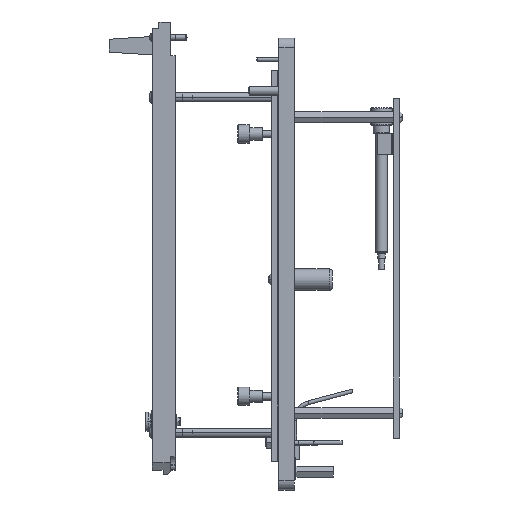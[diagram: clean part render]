
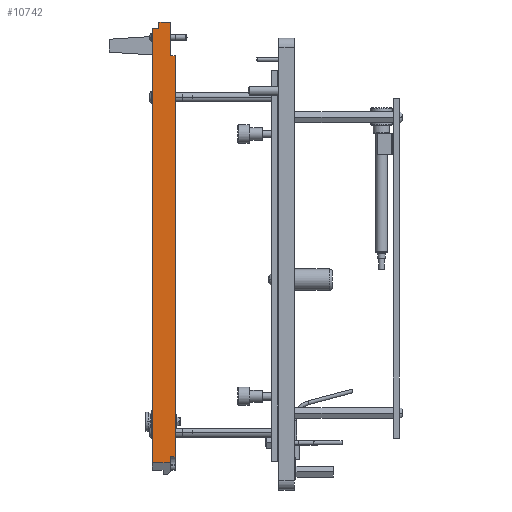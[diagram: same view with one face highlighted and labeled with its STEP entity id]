
A CAD part, left-side view. The second image highlights one B-rep face of the part: STEP entity #10742.
In plain terms, the highlighted face is planar.
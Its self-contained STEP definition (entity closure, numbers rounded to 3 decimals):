
#198 = LINE ( 'NONE', #584, #28847 ) ;
#584 = CARTESIAN_POINT ( 'NONE',  ( 175., -7.5, -126.55 ) ) ;
#995 = EDGE_CURVE ( 'NONE', #24771, #45992, #48089, .T. ) ;
#1509 = CARTESIAN_POINT ( 'NONE',  ( 175., 3.2, -148.55 ) ) ;
#2111 = CARTESIAN_POINT ( 'NONE',  ( 175., -7.5, 66.55 ) ) ;
#2410 = EDGE_CURVE ( 'NONE', #59541, #36280, #57191, .T. ) ;
#3029 = ORIENTED_EDGE ( 'NONE', *, *, #61800, .T. ) ;
#3081 = LINE ( 'NONE', #37320, #22116 ) ;
#3368 = VECTOR ( 'NONE', #51729, 1000. ) ;
#3516 = DIRECTION ( 'NONE',  ( 0., 0., 1. ) ) ;
#3646 = VERTEX_POINT ( 'NONE', #40790 ) ;
#4509 = DIRECTION ( 'NONE',  ( -1., 0., 0. ) ) ;
#5841 = ORIENTED_EDGE ( 'NONE', *, *, #6673, .F. ) ;
#6226 = CARTESIAN_POINT ( 'NONE',  ( 175., 7.5, -144.55 ) ) ;
#6629 = CARTESIAN_POINT ( 'NONE',  ( 175., -7.5, -148.55 ) ) ;
#6673 = EDGE_CURVE ( 'NONE', #10259, #8470, #3081, .T. ) ;
#7870 = VECTOR ( 'NONE', #67741, 1000. ) ;
#8470 = VERTEX_POINT ( 'NONE', #70358 ) ;
#9511 = VECTOR ( 'NONE', #21043, 1000. ) ;
#10259 = VERTEX_POINT ( 'NONE', #49949 ) ;
#10742 = ADVANCED_FACE ( 'NONE', ( #56474 ), #21204, .F. ) ;
#12740 = CARTESIAN_POINT ( 'NONE',  ( 175., 14.909, 136.55 ) ) ;
#12868 = EDGE_CURVE ( 'NONE', #24771, #41603, #27272, .T. ) ;
#14301 = VECTOR ( 'NONE', #54794, 1000. ) ;
#15733 = ORIENTED_EDGE ( 'NONE', *, *, #53607, .T. ) ;
#16984 = ORIENTED_EDGE ( 'NONE', *, *, #62124, .T. ) ;
#18648 = ORIENTED_EDGE ( 'NONE', *, *, #2410, .T. ) ;
#18714 = ORIENTED_EDGE ( 'NONE', *, *, #995, .F. ) ;
#19663 = EDGE_CURVE ( 'NONE', #48307, #38105, #33019, .T. ) ;
#20718 = CARTESIAN_POINT ( 'NONE',  ( 175., 7.5, -144.55 ) ) ;
#20893 = DIRECTION ( 'NONE',  ( 0., 0., 1. ) ) ;
#21043 = DIRECTION ( 'NONE',  ( 0., 0., -1. ) ) ;
#21204 = PLANE ( 'NONE',  #44261 ) ;
#22116 = VECTOR ( 'NONE', #3516, 1000. ) ;
#23585 = VECTOR ( 'NONE', #32084, 1000. ) ;
#24255 = LINE ( 'NONE', #31450, #9511 ) ;
#24771 = VERTEX_POINT ( 'NONE', #27007 ) ;
#25038 = EDGE_CURVE ( 'NONE', #38105, #36280, #31075, .T. ) ;
#25816 = VECTOR ( 'NONE', #31286, 1000. ) ;
#27007 = CARTESIAN_POINT ( 'NONE',  ( 175., -7.4, 66.55 ) ) ;
#27272 = LINE ( 'NONE', #27620, #14301 ) ;
#27620 = CARTESIAN_POINT ( 'NONE',  ( 175., -7.4, 66.55 ) ) ;
#28847 = VECTOR ( 'NONE', #45290, 1000. ) ;
#29979 = VECTOR ( 'NONE', #45415, 1000. ) ;
#31075 = LINE ( 'NONE', #1509, #3368 ) ;
#31286 = DIRECTION ( 'NONE',  ( 0., -1., 0. ) ) ;
#31450 = CARTESIAN_POINT ( 'NONE',  ( 175., -7.5, 148.55 ) ) ;
#32084 = DIRECTION ( 'NONE',  ( 0., -1., 0. ) ) ;
#33019 = LINE ( 'NONE', #20718, #23585 ) ;
#33275 = DIRECTION ( 'NONE',  ( 0., 0., 1. ) ) ;
#34963 = VERTEX_POINT ( 'NONE', #35207 ) ;
#35207 = CARTESIAN_POINT ( 'NONE',  ( 175., -7.5, -126.55 ) ) ;
#35573 = ORIENTED_EDGE ( 'NONE', *, *, #64704, .T. ) ;
#36091 = VERTEX_POINT ( 'NONE', #55756 ) ;
#36280 = VERTEX_POINT ( 'NONE', #63502 ) ;
#36364 = VECTOR ( 'NONE', #33275, 1000. ) ;
#37320 = CARTESIAN_POINT ( 'NONE',  ( 175., -4.3, 136.55 ) ) ;
#37358 = CARTESIAN_POINT ( 'NONE',  ( 175., 7.5, 148.55 ) ) ;
#38105 = VERTEX_POINT ( 'NONE', #38141 ) ;
#38141 = CARTESIAN_POINT ( 'NONE',  ( 175., 3.2, -144.55 ) ) ;
#40444 = LINE ( 'NONE', #58505, #25816 ) ;
#40790 = CARTESIAN_POINT ( 'NONE',  ( 175., -4.3, -126.55 ) ) ;
#40839 = ORIENTED_EDGE ( 'NONE', *, *, #51417, .F. ) ;
#41068 = ORIENTED_EDGE ( 'NONE', *, *, #19663, .F. ) ;
#41603 = VERTEX_POINT ( 'NONE', #2111 ) ;
#42144 = ORIENTED_EDGE ( 'NONE', *, *, #25038, .F. ) ;
#42841 = CARTESIAN_POINT ( 'NONE',  ( 175., 7.5, 148.55 ) ) ;
#43370 = VECTOR ( 'NONE', #55817, 1000. ) ;
#44261 = AXIS2_PLACEMENT_3D ( 'NONE', #37358, #4509, #65361 ) ;
#44415 = EDGE_CURVE ( 'NONE', #59541, #3646, #50998, .T. ) ;
#45290 = DIRECTION ( 'NONE',  ( 0., -1., 0. ) ) ;
#45415 = DIRECTION ( 'NONE',  ( 0., 0., 1. ) ) ;
#45992 = VERTEX_POINT ( 'NONE', #53751 ) ;
#47307 = CARTESIAN_POINT ( 'NONE',  ( 175., -4.3, -148.55 ) ) ;
#48089 = LINE ( 'NONE', #62733, #29979 ) ;
#48307 = VERTEX_POINT ( 'NONE', #6226 ) ;
#48434 = ORIENTED_EDGE ( 'NONE', *, *, #44415, .F. ) ;
#49285 = VECTOR ( 'NONE', #20893, 1000. ) ;
#49949 = CARTESIAN_POINT ( 'NONE',  ( 175., -4.3, 136.55 ) ) ;
#50970 = LINE ( 'NONE', #42841, #49285 ) ;
#50998 = LINE ( 'NONE', #66361, #36364 ) ;
#51417 = EDGE_CURVE ( 'NONE', #3646, #34963, #198, .T. ) ;
#51729 = DIRECTION ( 'NONE',  ( 0., 0., -1. ) ) ;
#53593 = LINE ( 'NONE', #12740, #7870 ) ;
#53607 = EDGE_CURVE ( 'NONE', #36091, #8470, #40444, .T. ) ;
#53665 = ORIENTED_EDGE ( 'NONE', *, *, #12868, .T. ) ;
#53751 = CARTESIAN_POINT ( 'NONE',  ( 175., -7.4, 136.55 ) ) ;
#54794 = DIRECTION ( 'NONE',  ( 0., -1., 0. ) ) ;
#55756 = CARTESIAN_POINT ( 'NONE',  ( 175., 7.5, 140.55 ) ) ;
#55817 = DIRECTION ( 'NONE',  ( 0., 1., 0. ) ) ;
#56474 = FACE_OUTER_BOUND ( 'NONE', #63598, .T. ) ;
#57191 = LINE ( 'NONE', #6629, #43370 ) ;
#58505 = CARTESIAN_POINT ( 'NONE',  ( 175., 7.5, 140.55 ) ) ;
#59541 = VERTEX_POINT ( 'NONE', #47307 ) ;
#61800 = EDGE_CURVE ( 'NONE', #10259, #45992, #53593, .T. ) ;
#62124 = EDGE_CURVE ( 'NONE', #48307, #36091, #50970, .T. ) ;
#62733 = CARTESIAN_POINT ( 'NONE',  ( 175., -7.4, 66.55 ) ) ;
#63502 = CARTESIAN_POINT ( 'NONE',  ( 175., 3.2, -148.55 ) ) ;
#63598 = EDGE_LOOP ( 'NONE', ( #18714, #53665, #35573, #40839, #48434, #18648, #42144, #41068, #16984, #15733, #5841, #3029 ) ) ;
#64704 = EDGE_CURVE ( 'NONE', #41603, #34963, #24255, .T. ) ;
#65361 = DIRECTION ( 'NONE',  ( 0., 0., 1. ) ) ;
#66361 = CARTESIAN_POINT ( 'NONE',  ( 175., -4.3, -148.55 ) ) ;
#67741 = DIRECTION ( 'NONE',  ( 0., -1., 0. ) ) ;
#70358 = CARTESIAN_POINT ( 'NONE',  ( 175., -4.3, 140.55 ) ) ;
